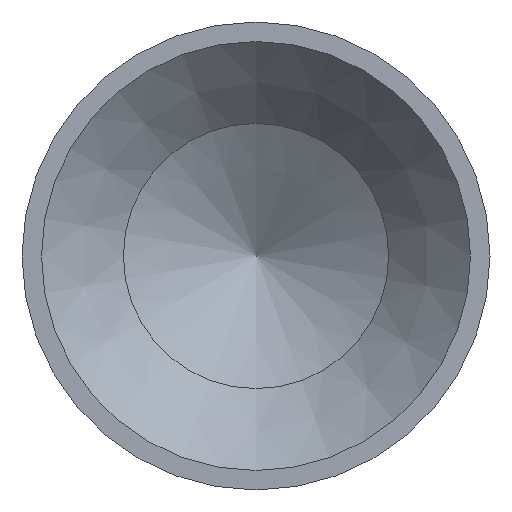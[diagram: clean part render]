
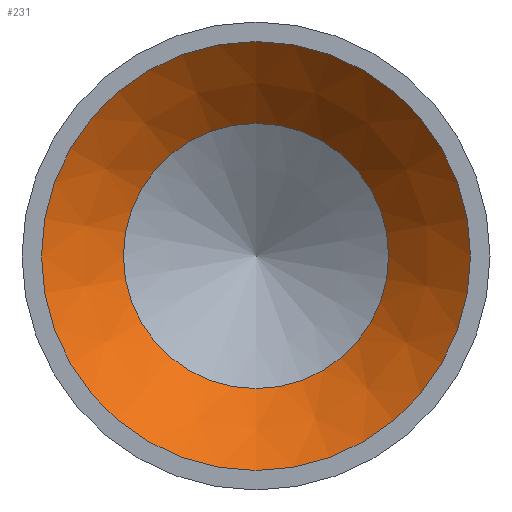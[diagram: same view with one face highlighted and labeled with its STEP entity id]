
A CAD part, front view. The second image highlights one B-rep face of the part: STEP entity #231.
In plain terms, the highlighted conical face has half-angle 45 degrees and reference radius 5.5 mm.
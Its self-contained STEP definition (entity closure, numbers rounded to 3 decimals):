
#218 = AXIS2_PLACEMENT_3D ( 'NONE', #7728, #9836, #4259 ) ;
#231 = ADVANCED_FACE ( 'NONE', ( #14116, #13940 ), #3521, .F. ) ;
#1238 = EDGE_LOOP ( 'NONE', ( #10258 ) ) ;
#2075 = DIRECTION ( 'NONE',  ( 0., -1., 0. ) ) ;
#2167 = DIRECTION ( 'NONE',  ( 0., 0., -1. ) ) ;
#2859 = CARTESIAN_POINT ( 'NONE',  ( 0., 0., 0. ) ) ;
#2887 = EDGE_CURVE ( 'NONE', #10800, #10800, #13563, .T. ) ;
#3119 = VERTEX_POINT ( 'NONE', #5842 ) ;
#3521 = CONICAL_SURFACE ( 'NONE', #12458, 5.5, 0.785 ) ;
#3600 = CIRCLE ( 'NONE', #218, 3.4 ) ;
#4259 = DIRECTION ( 'NONE',  ( 0., 0., -1. ) ) ;
#5352 = EDGE_LOOP ( 'NONE', ( #12516 ) ) ;
#5842 = CARTESIAN_POINT ( 'NONE',  ( 0., 2.1, -3.4 ) ) ;
#6959 = CARTESIAN_POINT ( 'NONE',  ( 0., 0., -5.5 ) ) ;
#7368 = DIRECTION ( 'NONE',  ( 0., 0., -1. ) ) ;
#7728 = CARTESIAN_POINT ( 'NONE',  ( 0., 2.1, 0. ) ) ;
#9836 = DIRECTION ( 'NONE',  ( 0., 1., 0. ) ) ;
#10258 = ORIENTED_EDGE ( 'NONE', *, *, #2887, .T. ) ;
#10281 = EDGE_CURVE ( 'NONE', #3119, #3119, #3600, .T. ) ;
#10618 = AXIS2_PLACEMENT_3D ( 'NONE', #2859, #10658, #7368 ) ;
#10658 = DIRECTION ( 'NONE',  ( 0., -1., 0. ) ) ;
#10800 = VERTEX_POINT ( 'NONE', #6959 ) ;
#12108 = CARTESIAN_POINT ( 'NONE',  ( 0., 0., 0. ) ) ;
#12458 = AXIS2_PLACEMENT_3D ( 'NONE', #12108, #2075, #2167 ) ;
#12516 = ORIENTED_EDGE ( 'NONE', *, *, #10281, .T. ) ;
#13563 = CIRCLE ( 'NONE', #10618, 5.5 ) ;
#13940 = FACE_OUTER_BOUND ( 'NONE', #1238, .T. ) ;
#14116 = FACE_BOUND ( 'NONE', #5352, .T. ) ;
